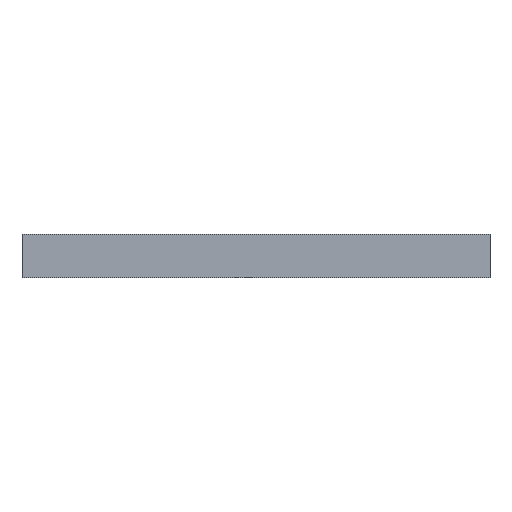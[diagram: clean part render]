
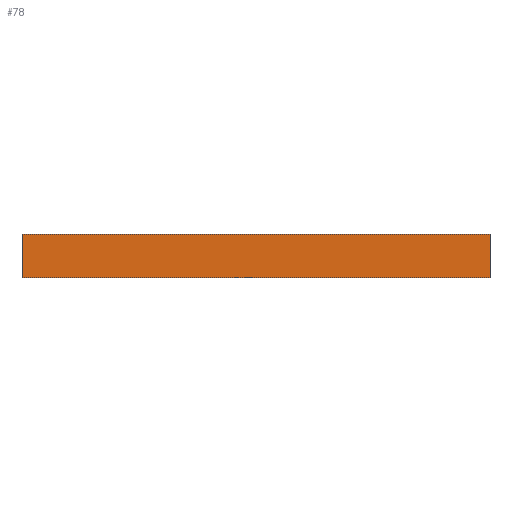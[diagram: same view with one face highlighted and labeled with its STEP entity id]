
A CAD part, top view. The second image highlights one B-rep face of the part: STEP entity #78.
In plain terms, the highlighted planar face has unit normal (0, 0, 1).
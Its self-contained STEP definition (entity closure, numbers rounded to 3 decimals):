
#3 = CARTESIAN_POINT ( 'NONE',  ( 600., 0., 0. ) ) ;
#21 = LINE ( 'NONE', #360, #34 ) ;
#28 = FACE_OUTER_BOUND ( 'NONE', #519, .T. ) ;
#34 = VECTOR ( 'NONE', #456, 1000. ) ;
#78 = ADVANCED_FACE ( 'NONE', ( #28 ), #293, .F. ) ;
#199 = DIRECTION ( 'NONE',  ( 0., 1., 0. ) ) ;
#259 = VERTEX_POINT ( 'NONE', #787 ) ;
#281 = EDGE_CURVE ( 'NONE', #671, #1037, #536, .T. ) ;
#291 = CARTESIAN_POINT ( 'NONE',  ( 600., -112., 0. ) ) ;
#293 = PLANE ( 'NONE',  #709 ) ;
#360 = CARTESIAN_POINT ( 'NONE',  ( -600., 0., 0. ) ) ;
#365 = LINE ( 'NONE', #291, #781 ) ;
#456 = DIRECTION ( 'NONE',  ( 0., -1., 0. ) ) ;
#488 = ORIENTED_EDGE ( 'NONE', *, *, #964, .F. ) ;
#519 = EDGE_LOOP ( 'NONE', ( #1011, #597, #488, #589 ) ) ;
#536 = LINE ( 'NONE', #1036, #963 ) ;
#556 = DIRECTION ( 'NONE',  ( 0., -1., 0. ) ) ;
#589 = ORIENTED_EDGE ( 'NONE', *, *, #281, .T. ) ;
#597 = ORIENTED_EDGE ( 'NONE', *, *, #813, .F. ) ;
#601 = VERTEX_POINT ( 'NONE', #656 ) ;
#609 = DIRECTION ( 'NONE',  ( -1., 0., 0. ) ) ;
#630 = DIRECTION ( 'NONE',  ( -1., 0., 0. ) ) ;
#656 = CARTESIAN_POINT ( 'NONE',  ( 600., -112., 0. ) ) ;
#671 = VERTEX_POINT ( 'NONE', #3 ) ;
#709 = AXIS2_PLACEMENT_3D ( 'NONE', #984, #814, #199 ) ;
#781 = VECTOR ( 'NONE', #630, 1000. ) ;
#787 = CARTESIAN_POINT ( 'NONE',  ( -600., -112., 0. ) ) ;
#813 = EDGE_CURVE ( 'NONE', #601, #259, #365, .T. ) ;
#814 = DIRECTION ( 'NONE',  ( 0., 0., -1. ) ) ;
#847 = CARTESIAN_POINT ( 'NONE',  ( -600., 0., 0. ) ) ;
#873 = EDGE_CURVE ( 'NONE', #1037, #259, #21, .T. ) ;
#911 = CARTESIAN_POINT ( 'NONE',  ( 600., 0., 0. ) ) ;
#963 = VECTOR ( 'NONE', #609, 1000. ) ;
#964 = EDGE_CURVE ( 'NONE', #671, #601, #990, .T. ) ;
#984 = CARTESIAN_POINT ( 'NONE',  ( 600., 0., 0. ) ) ;
#990 = LINE ( 'NONE', #911, #1108 ) ;
#1011 = ORIENTED_EDGE ( 'NONE', *, *, #873, .T. ) ;
#1036 = CARTESIAN_POINT ( 'NONE',  ( 600., 0., 0. ) ) ;
#1037 = VERTEX_POINT ( 'NONE', #847 ) ;
#1108 = VECTOR ( 'NONE', #556, 1000. ) ;
